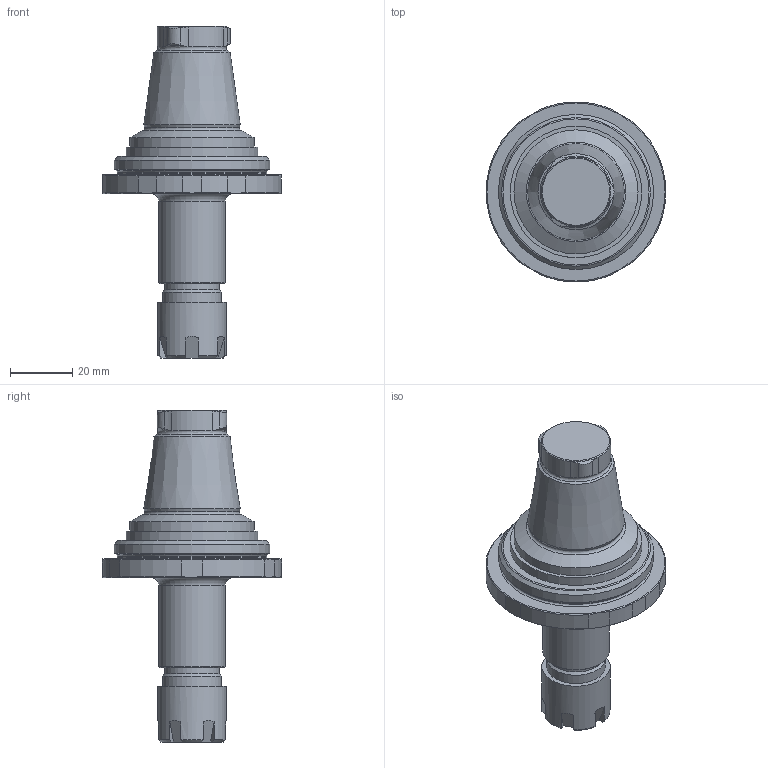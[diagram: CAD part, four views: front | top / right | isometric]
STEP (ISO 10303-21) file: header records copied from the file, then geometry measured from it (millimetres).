
FILE_DESCRIPTION(/* description */ ('Unknown'),/* implementation_level */ '2;1');
FILE_NAME(/* name */ '320032010-60',/* time_stamp */ '2020-07-23T13:21:52+02:00',/* author */ ('KS'),/* organization */ ('WTO'),/* preprocessor_version */ 'ST-DEVELOPER v16.7',/* originating_system */ 'DEX',/* authorisation */ $);
FILE_SCHEMA (('AUTOMOTIVE_DESIGN {1 0 10303 214 3 1 1}'));
Length unit declared in the file: millimetre
Products named in the file (1): 089132_320032010-60_vereinfacht_STL_00296926
Bounding box: 57.6 x 57.7 x 107 mm (x, y, z)
Volume: 69146.4 mm3; surface area: 16280 mm2
Topology: 1 solids, 1 shells, 98 faces, 241 edges, 153 vertices
Faces by surface type: plane 36, cylinder 31, cone 25, torus 6
Full cylindrical faces by diameter (mm): 11 x1, 12.998 x1, 17.5 x1, 19 x1, 19.2 x1, 21.5 x1, 22 x1, 40 x1, 42.4 x1, 48.1 x1, 50 x1
Entity records: 2758 total; most frequent: CARTESIAN_POINT 611, DIRECTION 432, ORIENTED_EDGE 408, EDGE_CURVE 204, AXIS2_PLACEMENT_3D 181, VERTEX_POINT 146, EDGE_LOOP 136, FACE_BOUND 136
